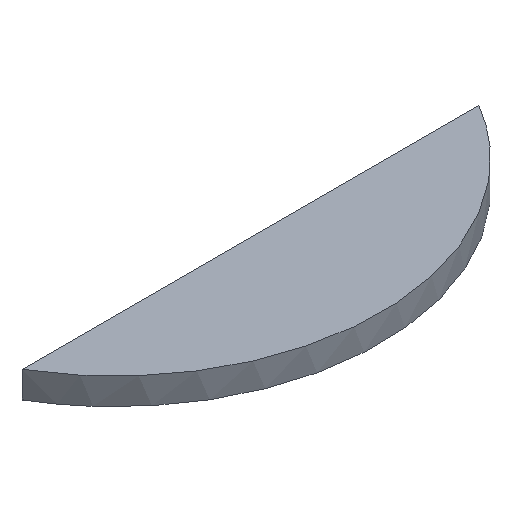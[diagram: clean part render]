
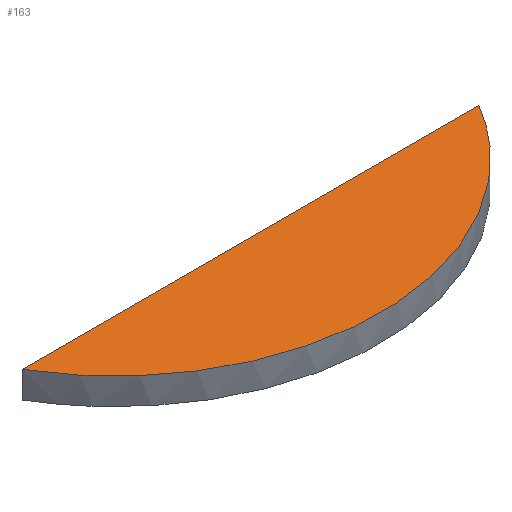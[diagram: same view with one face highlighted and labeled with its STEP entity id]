
A CAD part, isometric view. The second image highlights one B-rep face of the part: STEP entity #163.
In plain terms, the highlighted free-form (B-spline) face has degree [1, 1] with [2, 2] control points.
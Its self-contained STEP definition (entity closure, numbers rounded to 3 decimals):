
#1 = B_SPLINE_SURFACE_WITH_KNOTS ( 'NONE', 1, 1, ( 
 ( #36, #106 ),
 ( #194, #92 ) ),
 .UNSPECIFIED., .F., .F., .F.,
 ( 2, 2 ),
 ( 2, 2 ),
 ( 0., 1. ),
 ( 0., 1. ),
 .UNSPECIFIED. ) ;
#6 = CARTESIAN_POINT ( 'NONE',  ( 242.539, 128.65, 5. ) ) ;
#10 = ORIENTED_EDGE ( 'NONE', *, *, #93, .T. ) ;
#11 = CARTESIAN_POINT ( 'NONE',  ( 187.46, 129.837, 5. ) ) ;
#12 = EDGE_CURVE ( 'NONE', #96, #111, #34, .T. ) ;
#18 = CARTESIAN_POINT ( 'NONE',  ( 172.877, 145.542, 5. ) ) ;
#29 = CARTESIAN_POINT ( 'NONE',  ( 182.379, 133.855, 5. ) ) ;
#31 = CARTESIAN_POINT ( 'NONE',  ( 247.788, 132.445, 5. ) ) ;
#34 = B_SPLINE_CURVE_WITH_KNOTS ( 'NONE', 3,
 ( #81, #184, #45, #188, #224, #29, #100, #11, #118, #135, #99, #205, #83, #149, #152, #113, #191, #222, #67, #134, #186, #166, #204, #190, #146, #6, #219, #31, #101, #169, #44, #64, #128, #202 ),
 .UNSPECIFIED., .F., .F.,
 ( 4, 2, 2, 2, 2, 2, 2, 2, 2, 2, 2, 2, 2, 2, 2, 2, 4 ),
 ( 3.676, 3.806, 3.935, 4.065, 4.194, 4.324, 4.453, 4.583, 4.712, 4.842, 4.971, 5.101, 5.23, 5.36, 5.49, 5.619, 5.749 ),
 .UNSPECIFIED. ) ;
#36 = CARTESIAN_POINT ( 'NONE',  ( 172.361, 120.871, 5. ) ) ;
#44 = CARTESIAN_POINT ( 'NONE',  ( 253.94, 138.496, 5. ) ) ;
#45 = CARTESIAN_POINT ( 'NONE',  ( 175.195, 141.9, 5. ) ) ;
#64 = CARTESIAN_POINT ( 'NONE',  ( 256.605, 141.9, 5. ) ) ;
#66 = EDGE_LOOP ( 'NONE', ( #133, #10 ) ) ;
#67 = CARTESIAN_POINT ( 'NONE',  ( 220.214, 121.157, 5. ) ) ;
#73 = CARTESIAN_POINT ( 'NONE',  ( 258.923, 145.542, 5. ) ) ;
#77 = B_SPLINE_CURVE_WITH_KNOTS ( 'NONE', 1,
 ( #153, #209 ),
 .UNSPECIFIED., .F., .F.,
 ( 2, 2 ),
 ( 0., 1. ),
 .UNSPECIFIED. ) ;
#81 = CARTESIAN_POINT ( 'NONE',  ( 172.877, 145.542, 5. ) ) ;
#83 = CARTESIAN_POINT ( 'NONE',  ( 201.003, 123.24, 5. ) ) ;
#92 = CARTESIAN_POINT ( 'NONE',  ( 259.439, 145.542, 5. ) ) ;
#93 = EDGE_CURVE ( 'NONE', #111, #96, #77, .T. ) ;
#96 = VERTEX_POINT ( 'NONE', #18 ) ;
#99 = CARTESIAN_POINT ( 'NONE',  ( 194.957, 125.564, 5. ) ) ;
#100 = CARTESIAN_POINT ( 'NONE',  ( 184.012, 132.445, 5. ) ) ;
#101 = CARTESIAN_POINT ( 'NONE',  ( 249.421, 133.855, 5. ) ) ;
#106 = CARTESIAN_POINT ( 'NONE',  ( 172.361, 145.542, 5. ) ) ;
#111 = VERTEX_POINT ( 'NONE', #73 ) ;
#113 = CARTESIAN_POINT ( 'NONE',  ( 211.586, 121.157, 5. ) ) ;
#118 = CARTESIAN_POINT ( 'NONE',  ( 189.261, 128.65, 5. ) ) ;
#128 = CARTESIAN_POINT ( 'NONE',  ( 257.821, 143.682, 5. ) ) ;
#133 = ORIENTED_EDGE ( 'NONE', *, *, #12, .T. ) ;
#134 = CARTESIAN_POINT ( 'NONE',  ( 224.502, 121.716, 5. ) ) ;
#135 = CARTESIAN_POINT ( 'NONE',  ( 193.017, 126.509, 5. ) ) ;
#136 = FACE_OUTER_BOUND ( 'NONE', #66, .T. ) ;
#146 = CARTESIAN_POINT ( 'NONE',  ( 238.783, 126.509, 5. ) ) ;
#149 = CARTESIAN_POINT ( 'NONE',  ( 205.182, 122.132, 5. ) ) ;
#152 = CARTESIAN_POINT ( 'NONE',  ( 207.298, 121.716, 5. ) ) ;
#153 = CARTESIAN_POINT ( 'NONE',  ( 258.923, 145.542, 5. ) ) ;
#163 = ADVANCED_FACE ( 'NONE', ( #136 ), #1, .T. ) ;
#166 = CARTESIAN_POINT ( 'NONE',  ( 230.797, 123.24, 5. ) ) ;
#169 = CARTESIAN_POINT ( 'NONE',  ( 252.503, 136.887, 5. ) ) ;
#184 = CARTESIAN_POINT ( 'NONE',  ( 173.979, 143.682, 5. ) ) ;
#186 = CARTESIAN_POINT ( 'NONE',  ( 226.618, 122.132, 5. ) ) ;
#188 = CARTESIAN_POINT ( 'NONE',  ( 177.86, 138.496, 5. ) ) ;
#190 = CARTESIAN_POINT ( 'NONE',  ( 236.843, 125.564, 5. ) ) ;
#191 = CARTESIAN_POINT ( 'NONE',  ( 213.738, 121.018, 5. ) ) ;
#194 = CARTESIAN_POINT ( 'NONE',  ( 259.439, 120.871, 5. ) ) ;
#202 = CARTESIAN_POINT ( 'NONE',  ( 258.923, 145.542, 5. ) ) ;
#204 = CARTESIAN_POINT ( 'NONE',  ( 232.842, 123.926, 5. ) ) ;
#205 = CARTESIAN_POINT ( 'NONE',  ( 198.958, 123.926, 5. ) ) ;
#209 = CARTESIAN_POINT ( 'NONE',  ( 172.877, 145.542, 5. ) ) ;
#219 = CARTESIAN_POINT ( 'NONE',  ( 244.34, 129.837, 5. ) ) ;
#222 = CARTESIAN_POINT ( 'NONE',  ( 218.062, 121.018, 5. ) ) ;
#224 = CARTESIAN_POINT ( 'NONE',  ( 179.297, 136.887, 5. ) ) ;
